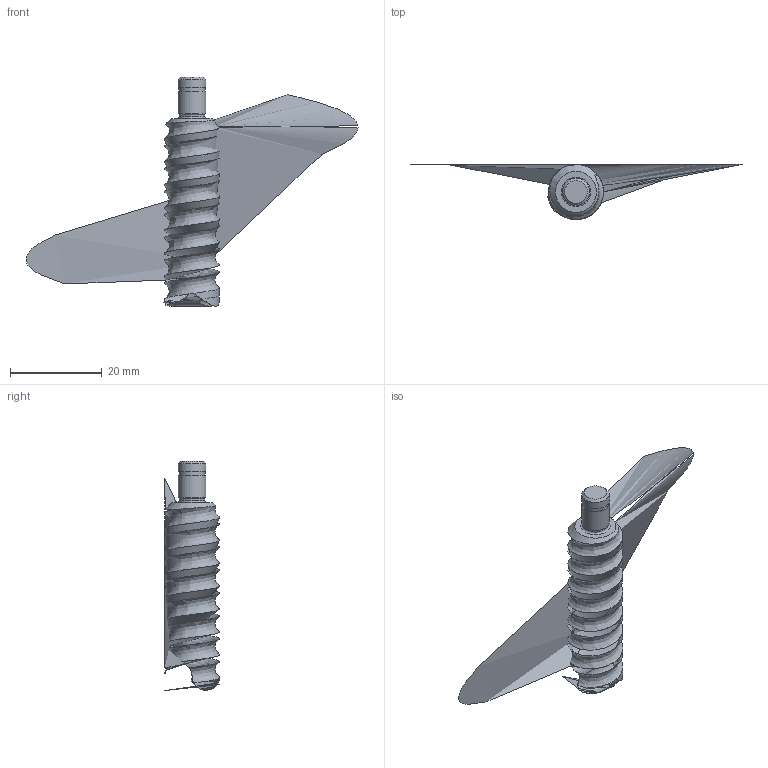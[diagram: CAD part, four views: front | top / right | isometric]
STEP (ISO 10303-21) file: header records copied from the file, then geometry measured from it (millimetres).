
FILE_DESCRIPTION(('HOOPS Exchange Step'),'2;1');
FILE_NAME('export-E8BAA29B-DDE0-4049-BBB3-3CC8BB790834.stp','2024-06-12T20:34:24+02:00',('Engineering'),('Alibre'),'HOOPS Exchange 2023.0','Alibre','Unknown authorisation');
FILE_SCHEMA( ('AP242_MANAGED_MODEL_BASED_3D_ENGINEERING_MIM_LF {1 0 10303 442 1 1 4 }') );
Length unit declared in the file: millimetre
Products named in the file (1): 8208 EF08-FF 06 Ballscrew End Machining Floating side
Bounding box: 72.55 x 12.04 x 50.1 mm (x, y, z)
Surface area: 6379.2 mm2 (no closed solid volume)
Topology: 0 solids, 27 shells, 33 faces, 146 edges, 130 vertices
Faces by surface type: cylinder 17, bspline 8, plane 4, cone 3, torus 1
Full cylindrical faces by diameter (mm): 5.6 x1, 5.7 x1, 6 x2
Entity records: 10205 total; most frequent: CARTESIAN_POINT 9176, ORIENTED_EDGE 157, EDGE_CURVE 143, DIRECTION 141, VERTEX_POINT 129, B_SPLINE_CURVE_WITH_KNOTS 92, AXIS2_PLACEMENT_3D 64, CIRCLE 38
